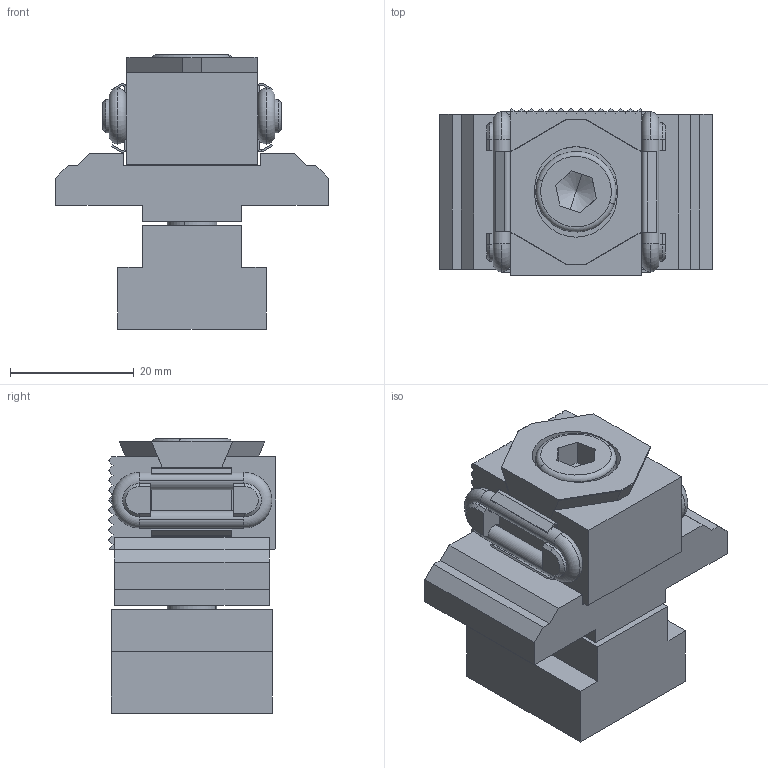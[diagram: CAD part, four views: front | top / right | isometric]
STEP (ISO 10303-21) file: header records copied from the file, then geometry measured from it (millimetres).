
FILE_DESCRIPTION(('STEP AP214'),'1');
FILE_NAME('HALDERN_EH_23250_0503.stp','2017-09-06T07:18:40',('TraceParts'),('TraceParts S.A.'),'Spatial InterOp 3D',' ',' ');
FILE_SCHEMA(('automotive_design'));
Length unit declared in the file: millimetre
Products named in the file (10): HALDERN_EH_23250_0503_1; HALDERN_EH_23250_0503_2; HALDERN_EH_23250_0503_3; HALDERN_EH_23250_0503_4; HALDERN_EH_23250_0503_5; HALDERN_EH_23250_0503_6; HALDERN_EH_23250_0503_7; HALDERN_EH_23250_0503_8; HALDERN_EH_23250_0503_9; HALDERN_EH_23250_0503_10
Bounding box: 44 x 27 x 44.32 mm (x, y, z)
Volume: 26931.2 mm3; surface area: 14579.6 mm2
Topology: 10 solids, 10 shells, 930 faces, 2103 edges, 1194 vertices
Faces by surface type: plane 826, cylinder 68, torus 28, cone 8
Entity records: 32460 total; most frequent: CARTESIAN_POINT 4251, ORIENTED_EDGE 4202, DIRECTION 4181, EDGE_CURVE 2101, LINE 1885, VECTOR 1885, VERTEX_POINT 1194, AXIS2_PLACEMENT_3D 1148
